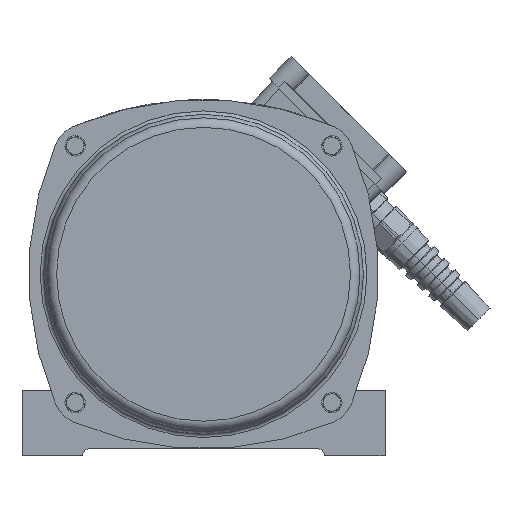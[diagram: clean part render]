
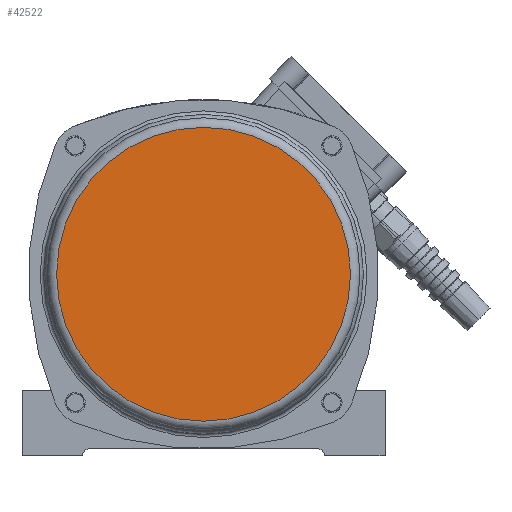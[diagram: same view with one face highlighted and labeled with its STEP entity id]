
A CAD part, left-side view. The second image highlights one B-rep face of the part: STEP entity #42522.
In plain terms, the highlighted planar face has unit normal (1, 0, 0).
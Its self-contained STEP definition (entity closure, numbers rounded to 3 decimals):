
#21194=PLANE('',#40838);
#21854=ORIENTED_EDGE('',*,*,#27509,.T.);
#25554=CIRCLE('',#40837,85.);
#26274=VERTEX_POINT('',#35760);
#27509=EDGE_CURVE('',#26274,#26274,#25554,.T.);
#29366=EDGE_LOOP('',(#21854));
#30407=FACE_BOUND('',#29366,.T.);
#31472=DIRECTION('',(1.,0.,0.));
#31473=DIRECTION('',(0.,85.,0.));
#31474=DIRECTION('',(1.,0.,0.));
#31475=DIRECTION('',(0.,-1.,0.));
#35760=CARTESIAN_POINT('',(314.376,2863.782,0.));
#35761=CARTESIAN_POINT('',(314.376,2778.782,0.));
#35762=CARTESIAN_POINT('',(314.376,2778.782,0.));
#40837=AXIS2_PLACEMENT_3D('',#35761,#31472,#31473);
#40838=AXIS2_PLACEMENT_3D('',#35762,#31474,#31475);
#42522=ADVANCED_FACE('',(#30407),#21194,.T.);
